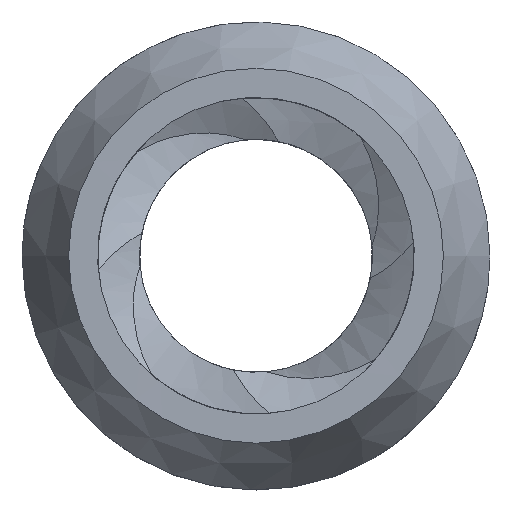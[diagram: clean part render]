
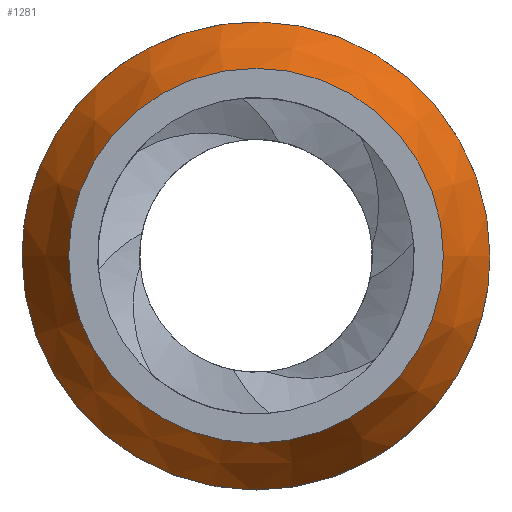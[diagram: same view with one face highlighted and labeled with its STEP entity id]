
A CAD part, top view. The second image highlights one B-rep face of the part: STEP entity #1281.
In plain terms, the highlighted conical face has half-angle 28.043 degrees and reference radius 163.281 mm.
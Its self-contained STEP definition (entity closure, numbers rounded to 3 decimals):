
#36=CIRCLE('',#1365,130.81);
#53=CONICAL_SURFACE('',#1366,163.281,0.489);
#178=B_SPLINE_CURVE_WITH_KNOTS('',3,(#21215,#21216,#21217,#21218,#21219,
#21220,#21221,#21222,#21223,#21224,#21225,#21226,#21227,#21228,#21229,#21230,
#21231,#21232,#21233,#21234,#21235,#21236,#21237,#21238,#21239,#21240,#21241,
#21242,#21243,#21244,#21245,#21246,#21247,#21248),.UNSPECIFIED.,.F.,.F.,
(4,2,2,2,2,2,2,2,2,2,2,2,2,2,2,2,4),(0.,3.075,6.151,
9.226,12.301,15.376,18.452,21.527,
24.602,27.678,30.753,33.828,36.904,
39.979,43.054,46.129,49.205),
 .UNSPECIFIED.);
#179=B_SPLINE_CURVE_WITH_KNOTS('',3,(#21249,#21250,#21251,#21252,#21253,
#21254,#21255,#21256,#21257,#21258,#21259,#21260,#21261,#21262,#21263,#21264,
#21265,#21266,#21267,#21268,#21269,#21270,#21271,#21272,#21273,#21274,#21275,
#21276,#21277,#21278,#21279,#21280,#21281,#21282),.UNSPECIFIED.,.F.,.F.,
(4,2,2,2,2,2,2,2,2,2,2,2,2,2,2,2,4),(49.205,52.28,55.355,
58.431,61.506,64.581,67.657,70.732,
73.807,76.882,79.958,83.033,86.108,
89.184,92.259,95.334,98.409),
 .UNSPECIFIED.);
#263=FACE_OUTER_BOUND('',#333,.T.);
#333=EDGE_LOOP('',(#1179,#1180,#1181,#1182,#1183));
#399=LINE('',#21583,#465);
#465=VECTOR('',#1574,10.);
#602=VERTEX_POINT('',#21213);
#603=VERTEX_POINT('',#21214);
#605=VERTEX_POINT('',#21580);
#794=EDGE_CURVE('',#602,#603,#178,.T.);
#795=EDGE_CURVE('',#603,#602,#179,.T.);
#814=EDGE_CURVE('',#605,#605,#36,.T.);
#815=EDGE_CURVE('',#605,#603,#399,.T.);
#1179=ORIENTED_EDGE('',*,*,#814,.T.);
#1180=ORIENTED_EDGE('',*,*,#815,.T.);
#1181=ORIENTED_EDGE('',*,*,#795,.T.);
#1182=ORIENTED_EDGE('',*,*,#794,.T.);
#1183=ORIENTED_EDGE('',*,*,#815,.F.);
#1281=ADVANCED_FACE('',(#263),#53,.T.);
#1365=AXIS2_PLACEMENT_3D('',#21581,#1570,#1571);
#1366=AXIS2_PLACEMENT_3D('',#21582,#1572,#1573);
#1570=DIRECTION('center_axis',(0.,0.,-1.));
#1571=DIRECTION('ref_axis',(-1.,0.,0.));
#1572=DIRECTION('center_axis',(0.,0.,
-1.));
#1573=DIRECTION('ref_axis',(-1.,0.,0.));
#1574=DIRECTION('',(0.47,0.,-0.883));
#21213=CARTESIAN_POINT('',(-163.281,0.,55.88));
#21214=CARTESIAN_POINT('',(163.281,0.,55.88));
#21215=CARTESIAN_POINT('Ctrl Pts',(-163.281,0.,
55.88));
#21216=CARTESIAN_POINT('Ctrl Pts',(-163.281,-10.251,
55.88));
#21217=CARTESIAN_POINT('Ctrl Pts',(-162.3,-20.852,55.88));
#21218=CARTESIAN_POINT('Ctrl Pts',(-158.168,-41.94,
55.88));
#21219=CARTESIAN_POINT('Ctrl Pts',(-155.018,-52.428,
55.88));
#21220=CARTESIAN_POINT('Ctrl Pts',(-146.686,-72.542,
55.88));
#21221=CARTESIAN_POINT('Ctrl Pts',(-141.498,-82.186,
55.88));
#21222=CARTESIAN_POINT('Ctrl Pts',(-129.508,-100.019,
55.88));
#21223=CARTESIAN_POINT('Ctrl Pts',(-122.706,-108.209,
55.88));
#21224=CARTESIAN_POINT('Ctrl Pts',(-108.209,-122.706,
55.88));
#21225=CARTESIAN_POINT('Ctrl Pts',(-100.019,-129.508,
55.88));
#21226=CARTESIAN_POINT('Ctrl Pts',(-82.186,-141.498,55.88));
#21227=CARTESIAN_POINT('Ctrl Pts',(-72.542,-146.686,
55.88));
#21228=CARTESIAN_POINT('Ctrl Pts',(-52.428,-155.018,
55.88));
#21229=CARTESIAN_POINT('Ctrl Pts',(-41.94,-158.168,
55.88));
#21230=CARTESIAN_POINT('Ctrl Pts',(-20.852,-162.3,55.88));
#21231=CARTESIAN_POINT('Ctrl Pts',(-10.251,-163.281,
55.88));
#21232=CARTESIAN_POINT('Ctrl Pts',(10.251,-163.281,55.88));
#21233=CARTESIAN_POINT('Ctrl Pts',(20.852,-162.3,55.88));
#21234=CARTESIAN_POINT('Ctrl Pts',(41.94,-158.168,55.88));
#21235=CARTESIAN_POINT('Ctrl Pts',(52.428,-155.018,55.88));
#21236=CARTESIAN_POINT('Ctrl Pts',(72.542,-146.686,55.88));
#21237=CARTESIAN_POINT('Ctrl Pts',(82.186,-141.498,55.88));
#21238=CARTESIAN_POINT('Ctrl Pts',(100.019,-129.508,55.88));
#21239=CARTESIAN_POINT('Ctrl Pts',(108.209,-122.706,55.88));
#21240=CARTESIAN_POINT('Ctrl Pts',(122.706,-108.209,55.88));
#21241=CARTESIAN_POINT('Ctrl Pts',(129.508,-100.019,55.88));
#21242=CARTESIAN_POINT('Ctrl Pts',(141.498,-82.186,55.88));
#21243=CARTESIAN_POINT('Ctrl Pts',(146.686,-72.542,55.88));
#21244=CARTESIAN_POINT('Ctrl Pts',(155.018,-52.428,55.88));
#21245=CARTESIAN_POINT('Ctrl Pts',(158.168,-41.94,55.88));
#21246=CARTESIAN_POINT('Ctrl Pts',(162.3,-20.852,55.88));
#21247=CARTESIAN_POINT('Ctrl Pts',(163.281,-10.251,55.88));
#21248=CARTESIAN_POINT('Ctrl Pts',(163.281,0.,
55.88));
#21249=CARTESIAN_POINT('Ctrl Pts',(163.281,0.,
55.88));
#21250=CARTESIAN_POINT('Ctrl Pts',(163.281,10.251,55.88));
#21251=CARTESIAN_POINT('Ctrl Pts',(162.3,20.852,55.88));
#21252=CARTESIAN_POINT('Ctrl Pts',(158.168,41.94,55.88));
#21253=CARTESIAN_POINT('Ctrl Pts',(155.018,52.428,55.88));
#21254=CARTESIAN_POINT('Ctrl Pts',(146.686,72.542,55.88));
#21255=CARTESIAN_POINT('Ctrl Pts',(141.498,82.186,55.88));
#21256=CARTESIAN_POINT('Ctrl Pts',(129.508,100.019,55.88));
#21257=CARTESIAN_POINT('Ctrl Pts',(122.706,108.209,55.88));
#21258=CARTESIAN_POINT('Ctrl Pts',(108.209,122.706,55.88));
#21259=CARTESIAN_POINT('Ctrl Pts',(100.019,129.508,55.88));
#21260=CARTESIAN_POINT('Ctrl Pts',(82.186,141.498,55.88));
#21261=CARTESIAN_POINT('Ctrl Pts',(72.542,146.686,55.88));
#21262=CARTESIAN_POINT('Ctrl Pts',(52.428,155.018,55.88));
#21263=CARTESIAN_POINT('Ctrl Pts',(41.94,158.168,55.88));
#21264=CARTESIAN_POINT('Ctrl Pts',(20.852,162.3,55.88));
#21265=CARTESIAN_POINT('Ctrl Pts',(10.251,163.281,55.88));
#21266=CARTESIAN_POINT('Ctrl Pts',(-10.251,163.281,55.88));
#21267=CARTESIAN_POINT('Ctrl Pts',(-20.852,162.3,55.88));
#21268=CARTESIAN_POINT('Ctrl Pts',(-41.94,158.168,55.88));
#21269=CARTESIAN_POINT('Ctrl Pts',(-52.428,155.018,55.88));
#21270=CARTESIAN_POINT('Ctrl Pts',(-72.542,146.686,55.88));
#21271=CARTESIAN_POINT('Ctrl Pts',(-82.186,141.498,55.88));
#21272=CARTESIAN_POINT('Ctrl Pts',(-100.019,129.508,55.88));
#21273=CARTESIAN_POINT('Ctrl Pts',(-108.209,122.706,55.88));
#21274=CARTESIAN_POINT('Ctrl Pts',(-122.706,108.209,55.88));
#21275=CARTESIAN_POINT('Ctrl Pts',(-129.508,100.019,55.88));
#21276=CARTESIAN_POINT('Ctrl Pts',(-141.498,82.186,55.88));
#21277=CARTESIAN_POINT('Ctrl Pts',(-146.686,72.542,55.88));
#21278=CARTESIAN_POINT('Ctrl Pts',(-155.018,52.428,55.88));
#21279=CARTESIAN_POINT('Ctrl Pts',(-158.168,41.94,55.88));
#21280=CARTESIAN_POINT('Ctrl Pts',(-162.3,20.852,55.88));
#21281=CARTESIAN_POINT('Ctrl Pts',(-163.281,10.251,55.88));
#21282=CARTESIAN_POINT('Ctrl Pts',(-163.281,0.,
55.88));
#21580=CARTESIAN_POINT('',(130.81,0.,116.84));
#21581=CARTESIAN_POINT('Origin',(0.,0.,
116.84));
#21582=CARTESIAN_POINT('Origin',(0.,0.,
55.88));
#21583=CARTESIAN_POINT('',(163.281,0.,55.88));
